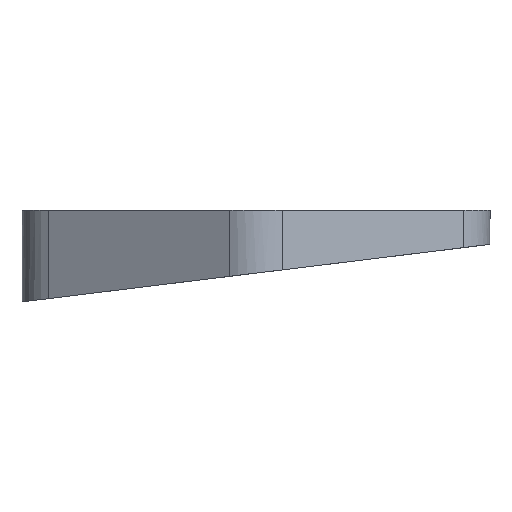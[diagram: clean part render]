
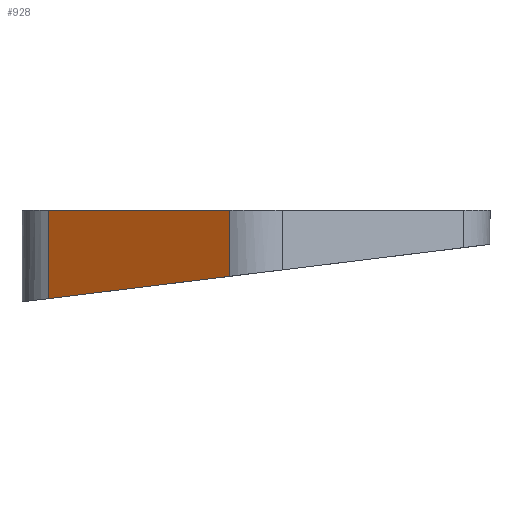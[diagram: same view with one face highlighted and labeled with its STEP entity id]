
A CAD part, left-side view. The second image highlights one B-rep face of the part: STEP entity #928.
In plain terms, the highlighted planar face has unit normal (-0.864, 0.503, 0).
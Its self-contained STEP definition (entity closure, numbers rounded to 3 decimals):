
#1 = ORIENTED_EDGE ( 'NONE', *, *, #973, .F. ) ;
#11 = LINE ( 'NONE', #949, #152 ) ;
#57 = CARTESIAN_POINT ( 'NONE',  ( 30.623, 61.499, -22.399 ) ) ;
#79 = VECTOR ( 'NONE', #121, 1000. ) ;
#87 = ORIENTED_EDGE ( 'NONE', *, *, #483, .F. ) ;
#121 = DIRECTION ( 'NONE',  ( 0., 0., -1. ) ) ;
#152 = VECTOR ( 'NONE', #1053, 1000. ) ;
#155 = VECTOR ( 'NONE', #700, 1000. ) ;
#172 = LINE ( 'NONE', #218, #155 ) ;
#186 = ORIENTED_EDGE ( 'NONE', *, *, #1136, .F. ) ;
#213 = DIRECTION ( 'NONE',  ( 0.5, 0.86, -0.106 ) ) ;
#218 = CARTESIAN_POINT ( 'NONE',  ( 30.623, 61.499, 119.278 ) ) ;
#278 = LINE ( 'NONE', #713, #79 ) ;
#283 = PLANE ( 'NONE',  #895 ) ;
#369 = VERTEX_POINT ( 'NONE', #1009 ) ;
#380 = DIRECTION ( 'NONE',  ( -0.864, 0.503, 0. ) ) ;
#398 = LINE ( 'NONE', #796, #811 ) ;
#435 = CARTESIAN_POINT ( 'NONE',  ( 20.588, 44.247, -20.281 ) ) ;
#483 = EDGE_CURVE ( 'NONE', #882, #639, #278, .T. ) ;
#639 = VERTEX_POINT ( 'NONE', #435 ) ;
#700 = DIRECTION ( 'NONE',  ( 0., 0., -1. ) ) ;
#713 = CARTESIAN_POINT ( 'NONE',  ( 20.588, 44.247, 121.396 ) ) ;
#796 = CARTESIAN_POINT ( 'NONE',  ( -4.646, 0.866, -14.955 ) ) ;
#797 = VERTEX_POINT ( 'NONE', #57 ) ;
#811 = VECTOR ( 'NONE', #213, 1000. ) ;
#882 = VERTEX_POINT ( 'NONE', #1058 ) ;
#895 = AXIS2_PLACEMENT_3D ( 'NONE', #951, #380, #1062 ) ;
#928 = ADVANCED_FACE ( 'NONE', ( #1037 ), #283, .T. ) ;
#949 = CARTESIAN_POINT ( 'NONE',  ( -4.646, 0.866, -14. ) ) ;
#950 = EDGE_LOOP ( 'NONE', ( #1, #1022, #186, #87 ) ) ;
#951 = CARTESIAN_POINT ( 'NONE',  ( -4.646, 0.866, 126.723 ) ) ;
#973 = EDGE_CURVE ( 'NONE', #369, #882, #11, .T. ) ;
#1009 = CARTESIAN_POINT ( 'NONE',  ( 30.623, 61.499, -14. ) ) ;
#1022 = ORIENTED_EDGE ( 'NONE', *, *, #1233, .T. ) ;
#1037 = FACE_OUTER_BOUND ( 'NONE', #950, .T. ) ;
#1053 = DIRECTION ( 'NONE',  ( -0.503, -0.864, 0. ) ) ;
#1058 = CARTESIAN_POINT ( 'NONE',  ( 20.588, 44.247, -14. ) ) ;
#1062 = DIRECTION ( 'NONE',  ( -0.503, -0.864, 0. ) ) ;
#1136 = EDGE_CURVE ( 'NONE', #639, #797, #398, .T. ) ;
#1233 = EDGE_CURVE ( 'NONE', #369, #797, #172, .T. ) ;
